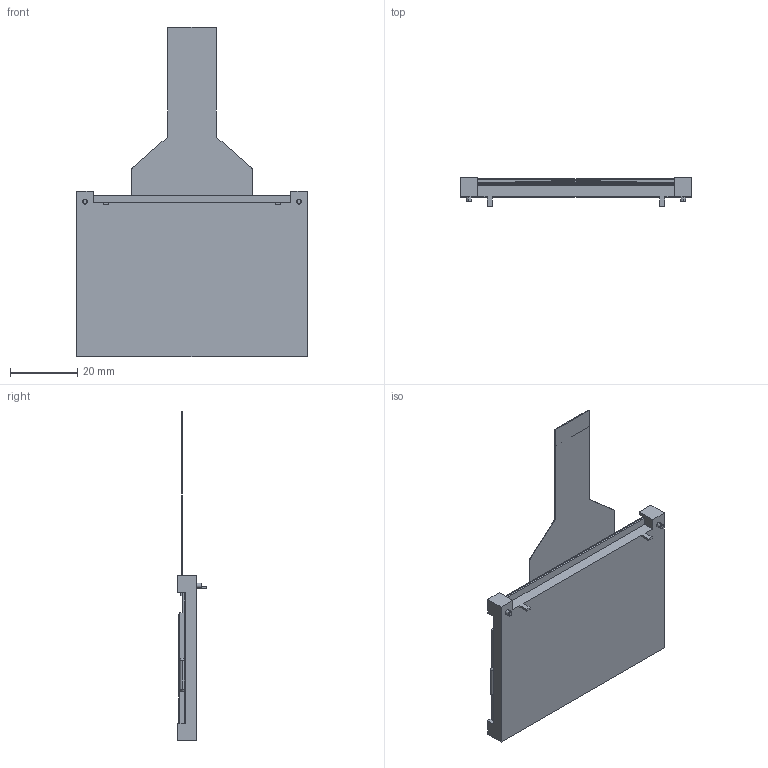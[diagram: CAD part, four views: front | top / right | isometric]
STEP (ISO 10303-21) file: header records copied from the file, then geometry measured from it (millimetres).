
FILE_DESCRIPTION((''),'2;1');
FILE_NAME('14656_ASM','2021-09-03T',('caizhe'),(''),'PRO/ENGINEER BY PARAMETRIC TECHNOLOGY CORPORATION, 2005030','PRO/ENGINEER BY PARAMETRIC TECHNOLOGY CORPORATION, 2005030','');
FILE_SCHEMA(('CONFIG_CONTROL_DESIGN'));
Length unit declared in the file: millimetre
Products named in the file (4): 14466LED; 14466LCD; 14467FPC; 14656_ASM
Assembly tree (3 placements, depth 2):
  14656_ASM
    14466LED
    14466LCD
    14467FPC
Bounding box: 68.8 x 8.5 x 98.1 mm (x, y, z)
Volume: 16566.5 mm3; surface area: 16276.9 mm2
Topology: 3 solids, 3 shells, 113 faces, 298 edges, 196 vertices
Faces by surface type: plane 93, cylinder 14, cone 4, bspline 2
Entity records: 3604 total; most frequent: CARTESIAN_POINT 668, ORIENTED_EDGE 596, DIRECTION 568, EDGE_CURVE 298, VECTOR 264, LINE 264, VERTEX_POINT 196, AXIS2_PLACEMENT_3D 152
